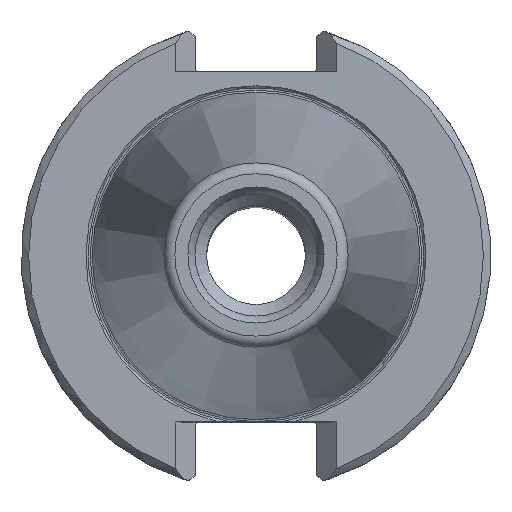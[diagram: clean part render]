
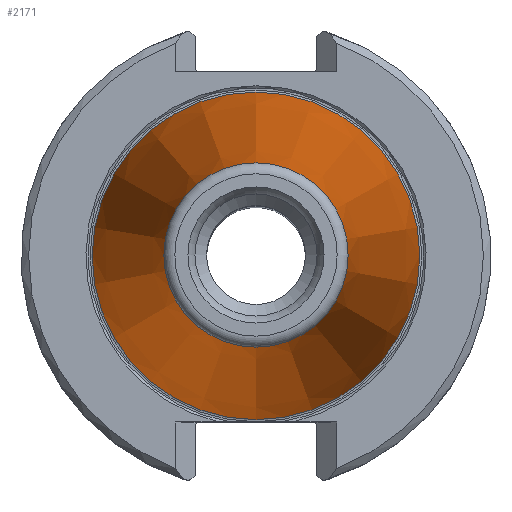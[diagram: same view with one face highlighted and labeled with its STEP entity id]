
A CAD part, top view. The second image highlights one B-rep face of the part: STEP entity #2171.
In plain terms, the highlighted conical face has half-angle 8.297 degrees and reference radius 22.152 mm.
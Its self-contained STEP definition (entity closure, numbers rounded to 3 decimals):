
#283=CONICAL_SURFACE('',#2311,22.152,0.145);
#365=ORIENTED_EDGE('',*,*,#732,.F.);
#366=ORIENTED_EDGE('',*,*,#733,.T.);
#732=EDGE_CURVE('',#932,#932,#1082,.T.);
#733=EDGE_CURVE('',#933,#933,#1083,.T.);
#932=VERTEX_POINT('',#2979);
#933=VERTEX_POINT('',#2982);
#1082=CIRCLE('',#2310,12.459);
#1083=CIRCLE('',#2312,22.152);
#1189=EDGE_LOOP('',(#365));
#1190=EDGE_LOOP('',(#366));
#1336=FACE_BOUND('',#1189,.T.);
#1337=FACE_BOUND('',#1190,.T.);
#2171=ADVANCED_FACE('',(#1336,#1337),#283,.T.);
#2310=AXIS2_PLACEMENT_3D('',#2978,#2566,#2567);
#2311=AXIS2_PLACEMENT_3D('',#2980,#2568,#2569);
#2312=AXIS2_PLACEMENT_3D('',#2981,#2570,#2571);
#2566=DIRECTION('',(0.,0.,1.));
#2567=DIRECTION('',(0.,1.,0.));
#2568=DIRECTION('',(0.,0.,-1.));
#2569=DIRECTION('',(0.,-1.,0.));
#2570=DIRECTION('',(0.,0.,1.));
#2571=DIRECTION('',(0.,1.,0.));
#2978=CARTESIAN_POINT('',(0.,0.,66.966));
#2979=CARTESIAN_POINT('',(0.,12.459,66.966));
#2980=CARTESIAN_POINT('',(0.,0.,0.5));
#2981=CARTESIAN_POINT('',(0.,0.,0.5));
#2982=CARTESIAN_POINT('',(0.,22.152,0.5));
